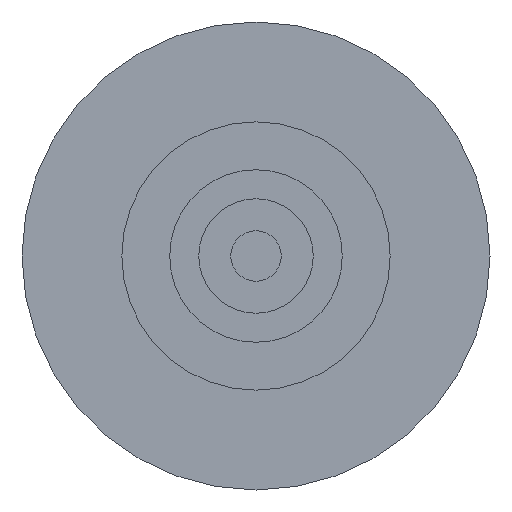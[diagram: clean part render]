
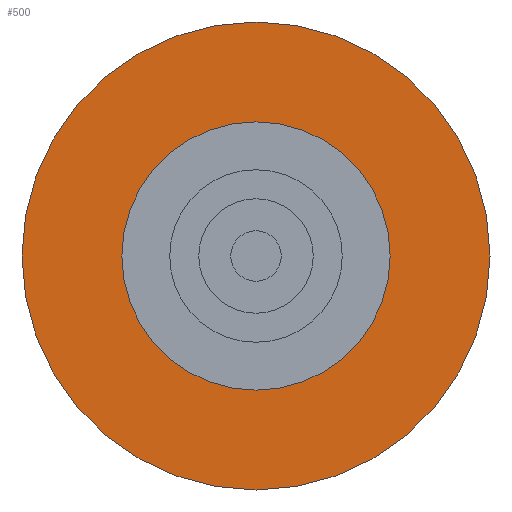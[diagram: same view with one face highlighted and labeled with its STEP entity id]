
A CAD part, front view. The second image highlights one B-rep face of the part: STEP entity #500.
In plain terms, the highlighted planar face has unit normal (0, -1, 0).
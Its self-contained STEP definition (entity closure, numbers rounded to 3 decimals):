
#41=FACE_BOUND('',#112,.T.);
#49=PLANE('',#596);
#77=FACE_OUTER_BOUND('',#111,.T.);
#111=EDGE_LOOP('',(#372,#373));
#112=EDGE_LOOP('',(#374,#375));
#191=CIRCLE('',#584,15.);
#192=CIRCLE('',#585,15.);
#197=CIRCLE('',#594,8.6);
#198=CIRCLE('',#595,8.6);
#228=VERTEX_POINT('',#833);
#229=VERTEX_POINT('',#835);
#234=VERTEX_POINT('',#851);
#235=VERTEX_POINT('',#853);
#279=EDGE_CURVE('',#228,#229,#191,.T.);
#280=EDGE_CURVE('',#229,#228,#192,.T.);
#287=EDGE_CURVE('',#235,#234,#197,.T.);
#288=EDGE_CURVE('',#234,#235,#198,.T.);
#372=ORIENTED_EDGE('',*,*,#280,.F.);
#373=ORIENTED_EDGE('',*,*,#279,.F.);
#374=ORIENTED_EDGE('',*,*,#287,.T.);
#375=ORIENTED_EDGE('',*,*,#288,.T.);
#500=ADVANCED_FACE('',(#77,#41),#49,.T.);
#584=AXIS2_PLACEMENT_3D('',#836,#668,#669);
#585=AXIS2_PLACEMENT_3D('',#837,#670,#671);
#594=AXIS2_PLACEMENT_3D('',#854,#690,#691);
#595=AXIS2_PLACEMENT_3D('',#855,#692,#693);
#596=AXIS2_PLACEMENT_3D('',#856,#694,#695);
#668=DIRECTION('center_axis',(0.,1.,0.));
#669=DIRECTION('ref_axis',(1.,0.,0.));
#670=DIRECTION('center_axis',(0.,1.,0.));
#671=DIRECTION('ref_axis',(1.,0.,0.));
#690=DIRECTION('center_axis',(0.,1.,0.));
#691=DIRECTION('ref_axis',(1.,0.,0.));
#692=DIRECTION('center_axis',(0.,1.,0.));
#693=DIRECTION('ref_axis',(1.,0.,0.));
#694=DIRECTION('center_axis',(0.,-1.,0.));
#695=DIRECTION('ref_axis',(0.,0.,-1.));
#833=CARTESIAN_POINT('',(15.,0.,0.));
#835=CARTESIAN_POINT('',(-15.,0.,0.));
#836=CARTESIAN_POINT('Origin',(0.,0.,0.));
#837=CARTESIAN_POINT('Origin',(0.,0.,0.));
#851=CARTESIAN_POINT('',(8.6,0.,0.));
#853=CARTESIAN_POINT('',(-8.6,0.,0.));
#854=CARTESIAN_POINT('Origin',(0.,0.,0.));
#855=CARTESIAN_POINT('Origin',(0.,0.,0.));
#856=CARTESIAN_POINT('Origin',(-15.,0.,0.));
